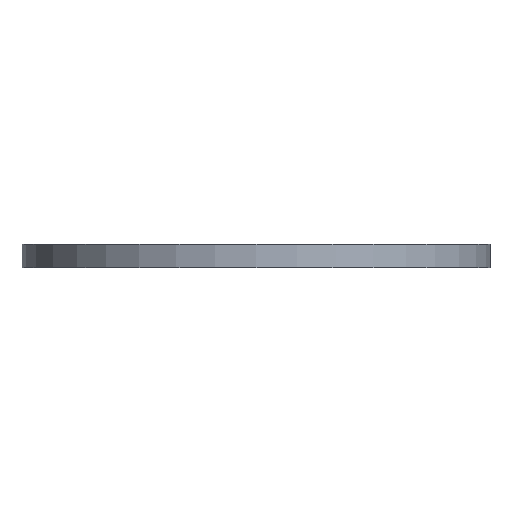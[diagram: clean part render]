
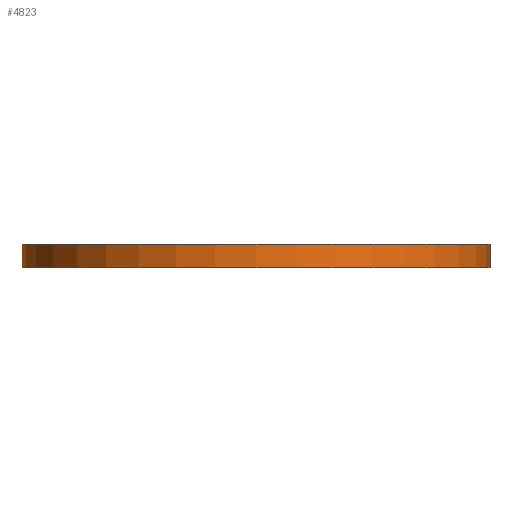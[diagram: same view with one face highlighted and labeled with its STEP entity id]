
A CAD part, front view. The second image highlights one B-rep face of the part: STEP entity #4823.
In plain terms, the highlighted cylindrical face has radius 60 mm (diameter 120 mm), a full revolution.
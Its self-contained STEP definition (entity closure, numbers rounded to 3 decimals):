
#641=FACE_OUTER_BOUND('',#852,.T.);
#852=EDGE_LOOP('',(#3984,#3985,#3986,#3987));
#1479=LINE('',#8191,#1688);
#1688=VECTOR('',#6931,60.);
#2105=CIRCLE('',#5465,60.);
#2106=CIRCLE('',#5466,60.);
#2523=VERTEX_POINT('',#8188);
#2524=VERTEX_POINT('',#8190);
#3149=EDGE_CURVE('',#2523,#2523,#2105,.T.);
#3150=EDGE_CURVE('',#2523,#2524,#1479,.T.);
#3151=EDGE_CURVE('',#2524,#2524,#2106,.T.);
#3984=ORIENTED_EDGE('',*,*,#3149,.F.);
#3985=ORIENTED_EDGE('',*,*,#3150,.T.);
#3986=ORIENTED_EDGE('',*,*,#3151,.T.);
#3987=ORIENTED_EDGE('',*,*,#3150,.F.);
#4614=CYLINDRICAL_SURFACE('',#5464,60.);
#4823=ADVANCED_FACE('',(#641),#4614,.T.);
#5464=AXIS2_PLACEMENT_3D('',#8187,#6927,#6928);
#5465=AXIS2_PLACEMENT_3D('',#8189,#6929,#6930);
#5466=AXIS2_PLACEMENT_3D('',#8192,#6932,#6933);
#6927=DIRECTION('center_axis',(0.,0.,1.));
#6928=DIRECTION('ref_axis',(1.,0.,0.));
#6929=DIRECTION('center_axis',(0.,0.,1.));
#6930=DIRECTION('ref_axis',(1.,0.,0.));
#6931=DIRECTION('',(0.,0.,-1.));
#6932=DIRECTION('center_axis',(0.,0.,1.));
#6933=DIRECTION('ref_axis',(1.,0.,0.));
#8187=CARTESIAN_POINT('Origin',(0.,0.,0.));
#8188=CARTESIAN_POINT('',(-60.,0.,6.));
#8189=CARTESIAN_POINT('Origin',(0.,0.,6.));
#8190=CARTESIAN_POINT('',(-60.,0.,0.));
#8191=CARTESIAN_POINT('',(-60.,0.,0.));
#8192=CARTESIAN_POINT('Origin',(0.,0.,0.));
